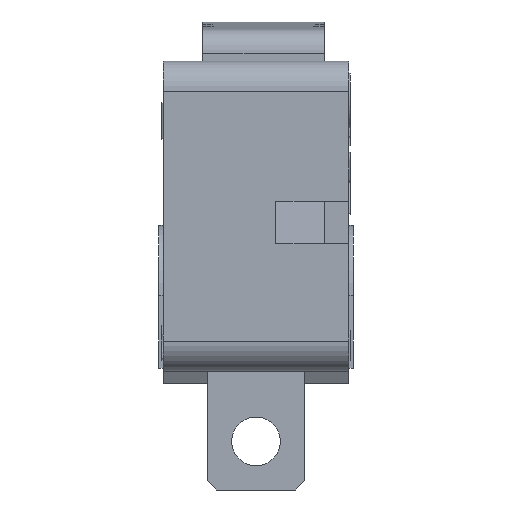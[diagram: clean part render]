
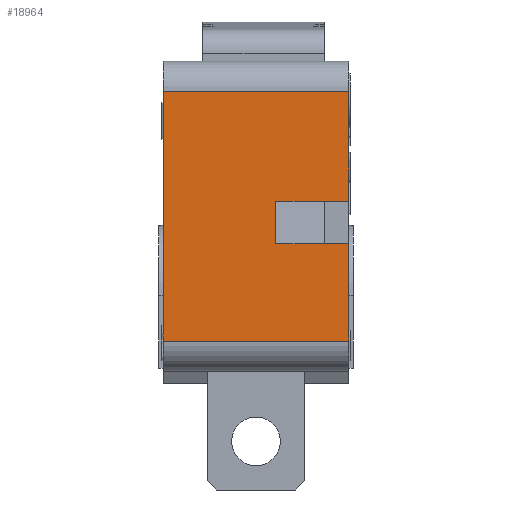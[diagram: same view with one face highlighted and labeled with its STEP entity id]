
A CAD part, left-side view. The second image highlights one B-rep face of the part: STEP entity #18964.
In plain terms, the highlighted planar face has unit normal (-1, 0, 0).
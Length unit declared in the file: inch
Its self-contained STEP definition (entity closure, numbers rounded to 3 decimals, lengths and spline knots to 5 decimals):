
#1997=CARTESIAN_POINT('',(-0.20079,-0.24016,0.12205));
#1998=VERTEX_POINT('',#1997);
#2005=CARTESIAN_POINT('',(-0.20079,-0.14567,0.12205));
#2006=VERTEX_POINT('',#2005);
#2007=CARTESIAN_POINT('',(-0.20079,-0.14567,0.12205));
#2008=DIRECTION('',(0.0,-1.0,0.0));
#2009=VECTOR('',#2008,0.09449);
#2010=LINE('',#2007,#2009);
#2011=EDGE_CURVE('',#2006,#1998,#2010,.T.);
#15540=CARTESIAN_POINT('',(-0.20079,-0.24016,0.06693));
#15541=VERTEX_POINT('',#15540);
#15548=CARTESIAN_POINT('',(-0.20079,-0.24016,-0.05906));
#15549=VERTEX_POINT('',#15548);
#15550=CARTESIAN_POINT('',(-0.20079,-0.24016,-0.05906));
#15551=DIRECTION('',(0.0,0.0,1.0));
#15552=VECTOR('',#15551,0.12598);
#15553=LINE('',#15550,#15552);
#15554=EDGE_CURVE('',#15549,#15541,#15553,.T.);
#15710=CARTESIAN_POINT('',(-0.20079,-0.24016,0.26378));
#15711=VERTEX_POINT('',#15710);
#15719=CARTESIAN_POINT('',(-0.20079,-0.24016,0.12205));
#15720=DIRECTION('',(0.0,0.0,1.0));
#15721=VECTOR('',#15720,0.14173);
#15722=LINE('',#15719,#15721);
#15723=EDGE_CURVE('',#1998,#15711,#15722,.T.);
#16473=CARTESIAN_POINT('',(-0.20079,-0.14567,0.06693));
#16474=VERTEX_POINT('',#16473);
#16483=CARTESIAN_POINT('',(-0.20079,-0.24016,0.06693));
#16484=DIRECTION('',(0.0,1.0,0.0));
#16485=VECTOR('',#16484,0.09449);
#16486=LINE('',#16483,#16485);
#16487=EDGE_CURVE('',#15541,#16474,#16486,.T.);
#17206=CARTESIAN_POINT('',(-0.20079,0.0,-0.05906));
#17207=VERTEX_POINT('',#17206);
#17215=CARTESIAN_POINT('',(-0.20079,0.0,0.26378));
#17216=VERTEX_POINT('',#17215);
#17217=CARTESIAN_POINT('',(-0.20079,0.0,0.26378));
#17218=DIRECTION('',(0.0,0.0,-1.0));
#17219=VECTOR('',#17218,0.32283);
#17220=LINE('',#17217,#17219);
#17221=EDGE_CURVE('',#17216,#17207,#17220,.T.);
#18928=CARTESIAN_POINT('',(-0.20079,-0.14567,0.06693));
#18929=DIRECTION('',(0.0,0.0,1.0));
#18930=VECTOR('',#18929,0.05512);
#18931=LINE('',#18928,#18930);
#18932=EDGE_CURVE('',#16474,#2006,#18931,.T.);
#18939=CARTESIAN_POINT('',(-0.20079,-0.25217,-0.0752));
#18940=DIRECTION('',(-1.0,0.0,0.0));
#18941=DIRECTION('',(0.0,0.0,1.0));
#18942=AXIS2_PLACEMENT_3D('',#18939,#18940,#18941);
#18943=PLANE('',#18942);
#18944=ORIENTED_EDGE('',*,*,#17221,.T.);
#18945=CARTESIAN_POINT('',(-0.20079,-0.24016,-0.05906));
#18946=DIRECTION('',(0.0,1.0,0.0));
#18947=VECTOR('',#18946,0.24016);
#18948=LINE('',#18945,#18947);
#18949=EDGE_CURVE('',#15549,#17207,#18948,.T.);
#18950=ORIENTED_EDGE('',*,*,#18949,.F.);
#18951=ORIENTED_EDGE('',*,*,#15554,.T.);
#18952=ORIENTED_EDGE('',*,*,#16487,.T.);
#18953=ORIENTED_EDGE('',*,*,#18932,.T.);
#18954=ORIENTED_EDGE('',*,*,#2011,.T.);
#18955=ORIENTED_EDGE('',*,*,#15723,.T.);
#18956=CARTESIAN_POINT('',(-0.20079,-0.24016,0.26378));
#18957=DIRECTION('',(0.0,1.0,0.0));
#18958=VECTOR('',#18957,0.24016);
#18959=LINE('',#18956,#18958);
#18960=EDGE_CURVE('',#15711,#17216,#18959,.T.);
#18961=ORIENTED_EDGE('',*,*,#18960,.T.);
#18962=EDGE_LOOP('',(#18944,#18950,#18951,#18952,#18953,#18954,#18955,#18961));
#18963=FACE_OUTER_BOUND('',#18962,.T.);
#18964=ADVANCED_FACE('',(#18963),#18943,.T.);
